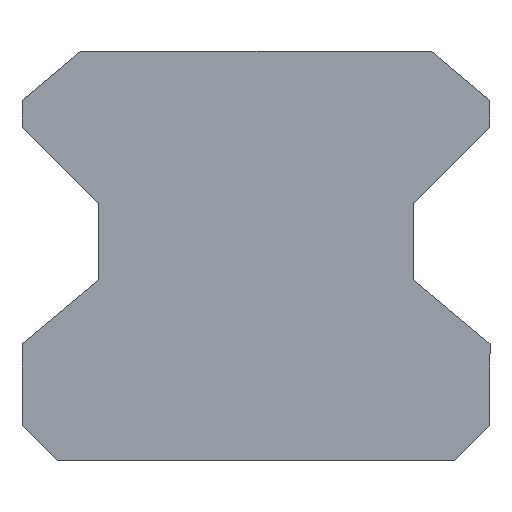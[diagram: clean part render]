
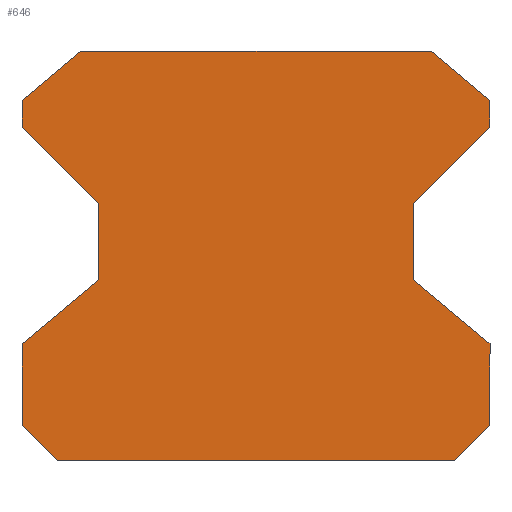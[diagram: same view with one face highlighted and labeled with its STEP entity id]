
A CAD part, front view. The second image highlights one B-rep face of the part: STEP entity #646.
In plain terms, the highlighted planar face has unit normal (0, -1, 0).
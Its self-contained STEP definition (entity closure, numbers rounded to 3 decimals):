
#56=PLANE('',#720);
#92=FACE_OUTER_BOUND('',#146,.T.);
#146=EDGE_LOOP('',(#583,#584,#585,#586,#587,#588,#589,#590,#591,#592,#593,
#594,#595,#596,#597,#598));
#159=LINE('',#985,#219);
#163=LINE('',#993,#223);
#166=LINE('',#999,#226);
#169=LINE('',#1005,#229);
#172=LINE('',#1011,#232);
#175=LINE('',#1017,#235);
#178=LINE('',#1023,#238);
#181=LINE('',#1029,#241);
#184=LINE('',#1035,#244);
#187=LINE('',#1041,#247);
#190=LINE('',#1047,#250);
#193=LINE('',#1053,#253);
#196=LINE('',#1059,#256);
#199=LINE('',#1065,#259);
#202=LINE('',#1071,#262);
#205=LINE('',#1076,#265);
#219=VECTOR('',#821,10.);
#223=VECTOR('',#827,10.);
#226=VECTOR('',#832,10.);
#229=VECTOR('',#837,10.);
#232=VECTOR('',#842,10.);
#235=VECTOR('',#847,10.);
#238=VECTOR('',#852,10.);
#241=VECTOR('',#857,10.);
#244=VECTOR('',#862,10.);
#247=VECTOR('',#867,10.);
#250=VECTOR('',#872,10.);
#253=VECTOR('',#877,10.);
#256=VECTOR('',#882,10.);
#259=VECTOR('',#887,10.);
#262=VECTOR('',#892,10.);
#265=VECTOR('',#897,10.);
#315=VERTEX_POINT('',#983);
#316=VERTEX_POINT('',#984);
#319=VERTEX_POINT('',#992);
#321=VERTEX_POINT('',#998);
#323=VERTEX_POINT('',#1004);
#325=VERTEX_POINT('',#1010);
#327=VERTEX_POINT('',#1016);
#329=VERTEX_POINT('',#1022);
#331=VERTEX_POINT('',#1028);
#333=VERTEX_POINT('',#1034);
#335=VERTEX_POINT('',#1040);
#337=VERTEX_POINT('',#1046);
#339=VERTEX_POINT('',#1052);
#341=VERTEX_POINT('',#1058);
#343=VERTEX_POINT('',#1064);
#345=VERTEX_POINT('',#1070);
#383=EDGE_CURVE('',#315,#316,#159,.T.);
#387=EDGE_CURVE('',#316,#319,#163,.T.);
#390=EDGE_CURVE('',#319,#321,#166,.T.);
#393=EDGE_CURVE('',#321,#323,#169,.T.);
#396=EDGE_CURVE('',#323,#325,#172,.T.);
#399=EDGE_CURVE('',#325,#327,#175,.T.);
#402=EDGE_CURVE('',#327,#329,#178,.T.);
#405=EDGE_CURVE('',#331,#329,#181,.T.);
#408=EDGE_CURVE('',#333,#331,#184,.T.);
#411=EDGE_CURVE('',#335,#333,#187,.T.);
#414=EDGE_CURVE('',#337,#335,#190,.T.);
#417=EDGE_CURVE('',#339,#337,#193,.T.);
#420=EDGE_CURVE('',#341,#339,#196,.T.);
#423=EDGE_CURVE('',#343,#341,#199,.T.);
#426=EDGE_CURVE('',#345,#343,#202,.T.);
#429=EDGE_CURVE('',#315,#345,#205,.T.);
#583=ORIENTED_EDGE('',*,*,#429,.F.);
#584=ORIENTED_EDGE('',*,*,#383,.T.);
#585=ORIENTED_EDGE('',*,*,#387,.T.);
#586=ORIENTED_EDGE('',*,*,#390,.T.);
#587=ORIENTED_EDGE('',*,*,#393,.T.);
#588=ORIENTED_EDGE('',*,*,#396,.T.);
#589=ORIENTED_EDGE('',*,*,#399,.T.);
#590=ORIENTED_EDGE('',*,*,#402,.T.);
#591=ORIENTED_EDGE('',*,*,#405,.F.);
#592=ORIENTED_EDGE('',*,*,#408,.F.);
#593=ORIENTED_EDGE('',*,*,#411,.F.);
#594=ORIENTED_EDGE('',*,*,#414,.F.);
#595=ORIENTED_EDGE('',*,*,#417,.F.);
#596=ORIENTED_EDGE('',*,*,#420,.F.);
#597=ORIENTED_EDGE('',*,*,#423,.F.);
#598=ORIENTED_EDGE('',*,*,#426,.F.);
#646=ADVANCED_FACE('',(#92),#56,.F.);
#720=AXIS2_PLACEMENT_3D('',#1079,#901,#902);
#821=DIRECTION('',(0.707,0.,0.707));
#827=DIRECTION('',(0.,0.,1.));
#832=DIRECTION('',(-0.766,0.,0.643));
#837=DIRECTION('',(0.,0.,1.));
#842=DIRECTION('',(0.707,0.,0.707));
#847=DIRECTION('',(0.,0.,1.));
#852=DIRECTION('',(-0.766,0.,0.643));
#857=DIRECTION('',(1.,0.,0.));
#862=DIRECTION('',(0.766,0.,0.643));
#867=DIRECTION('',(0.,0.,1.));
#872=DIRECTION('',(-0.707,0.,0.707));
#877=DIRECTION('',(0.,0.,1.));
#882=DIRECTION('',(0.766,0.,0.643));
#887=DIRECTION('',(0.,0.,1.));
#892=DIRECTION('',(-0.707,0.,0.707));
#897=DIRECTION('',(-1.,0.,0.));
#901=DIRECTION('center_axis',(0.,1.,0.));
#902=DIRECTION('ref_axis',(1.,0.,0.));
#983=CARTESIAN_POINT('',(-4.706,0.,-22.66));
#984=CARTESIAN_POINT('',(-3.206,0.,-21.16));
#985=CARTESIAN_POINT('',(-4.706,0.,-22.66));
#992=CARTESIAN_POINT('',(-3.206,0.,-17.66));
#993=CARTESIAN_POINT('',(-3.206,0.,-21.16));
#998=CARTESIAN_POINT('',(-6.456,0.,-14.933));
#999=CARTESIAN_POINT('',(-3.206,0.,-17.66));
#1004=CARTESIAN_POINT('',(-6.456,0.,-11.66));
#1005=CARTESIAN_POINT('',(-6.456,0.,-14.933));
#1010=CARTESIAN_POINT('',(-3.206,0.,-8.41));
#1011=CARTESIAN_POINT('',(-6.456,0.,-11.66));
#1016=CARTESIAN_POINT('',(-3.206,0.,-7.258));
#1017=CARTESIAN_POINT('',(-3.206,0.,-8.41));
#1022=CARTESIAN_POINT('',(-5.706,0.,-5.16));
#1023=CARTESIAN_POINT('',(-3.206,0.,-7.258));
#1028=CARTESIAN_POINT('',(-20.706,0.,-5.16));
#1029=CARTESIAN_POINT('',(-20.706,0.,-5.16));
#1034=CARTESIAN_POINT('',(-23.206,0.,-7.258));
#1035=CARTESIAN_POINT('',(-23.206,0.,-7.258));
#1040=CARTESIAN_POINT('',(-23.206,0.,-8.41));
#1041=CARTESIAN_POINT('',(-23.206,0.,-8.41));
#1046=CARTESIAN_POINT('',(-19.956,0.,-11.66));
#1047=CARTESIAN_POINT('',(-19.956,0.,-11.66));
#1052=CARTESIAN_POINT('',(-19.956,0.,-14.933));
#1053=CARTESIAN_POINT('',(-19.956,0.,-14.933));
#1058=CARTESIAN_POINT('',(-23.206,0.,-17.66));
#1059=CARTESIAN_POINT('',(-23.206,0.,-17.66));
#1064=CARTESIAN_POINT('',(-23.206,0.,-21.16));
#1065=CARTESIAN_POINT('',(-23.206,0.,-21.16));
#1070=CARTESIAN_POINT('',(-21.706,0.,-22.66));
#1071=CARTESIAN_POINT('',(-21.706,0.,-22.66));
#1076=CARTESIAN_POINT('',(-13.206,0.,-22.66));
#1079=CARTESIAN_POINT('Origin',(-13.206,0.,-13.91));
